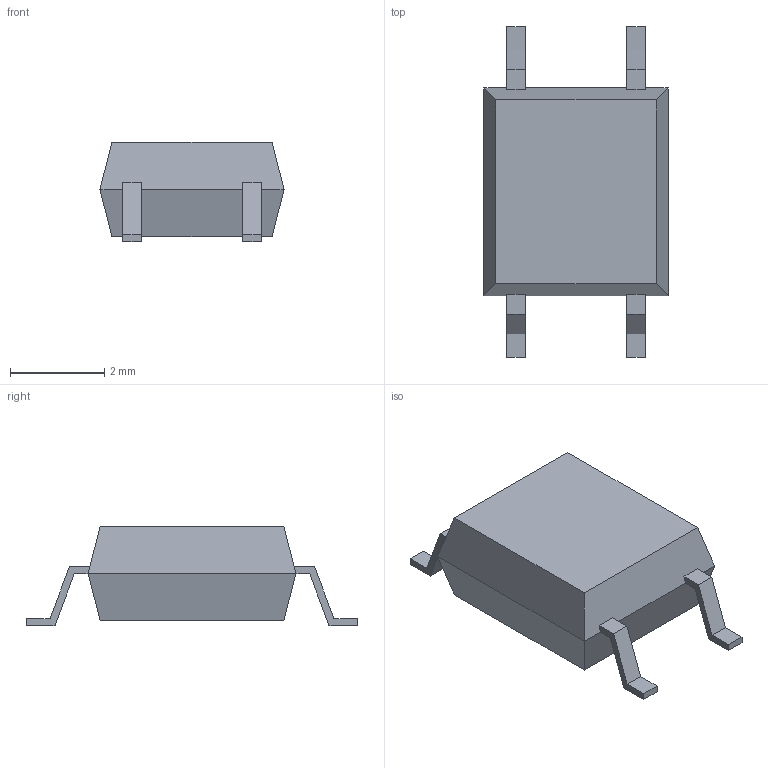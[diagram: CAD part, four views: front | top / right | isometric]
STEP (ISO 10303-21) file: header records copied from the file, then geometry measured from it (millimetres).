
FILE_DESCRIPTION(('FreeCAD Model'),'2;1');
FILE_NAME('SOP-4.step','2017-11-01T08:39:07',( 'kicad StepUp'),('ksu MCAD'),'Open CASCADE STEP processor 7.1', 'FreeCAD','Unknown');
FILE_SCHEMA(('AUTOMOTIVE_DESIGN_CC2 { 1 2 10303 214 -1 1 5 4 }'));
Length unit declared in the file: millimetre
Products named in the file (2): ASSEMBLY; SOP-4
Assembly tree (1 placements, depth 2):
  ASSEMBLY
    SOP-4
Bounding box: 3.9 x 7 x 2.1 mm (x, y, z)
Volume: 30.8 mm3; surface area: 67.7 mm2
Topology: 1 solids, 1 shells, 46 faces, 120 edges, 76 vertices
Faces by surface type: plane 46
Entity records: 1721 total; most frequent: CARTESIAN_POINT 244, ORIENTED_EDGE 240, DIRECTION 216, EDGE_CURVE 120, LINE 120, VECTOR 120, VERTEX_POINT 76, AXIS2_PLACEMENT_3D 48
